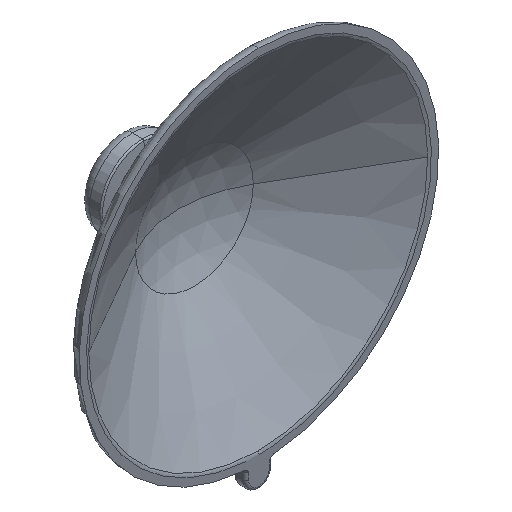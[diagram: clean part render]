
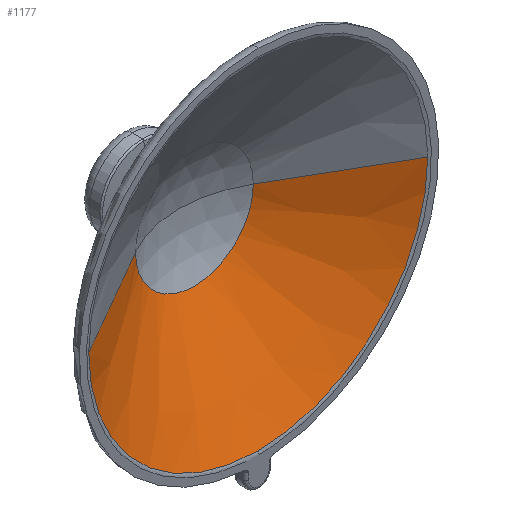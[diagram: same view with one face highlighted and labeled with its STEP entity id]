
A CAD part, isometric view. The second image highlights one B-rep face of the part: STEP entity #1177.
In plain terms, the highlighted conical face has half-angle 60.002 degrees and reference radius 29 mm.
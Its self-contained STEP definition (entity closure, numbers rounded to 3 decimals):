
#12 = DIRECTION ( 'NONE',  ( 0., 0., 1. ) ) ;
#114 = CARTESIAN_POINT ( 'NONE',  ( 0., 10.969, 0. ) ) ;
#151 = EDGE_CURVE ( 'NONE', #509, #1148, #1044, .T. ) ;
#179 = VERTEX_POINT ( 'NONE', #226 ) ;
#226 = CARTESIAN_POINT ( 'NONE',  ( 0., 0.134, -28.768 ) ) ;
#227 = DIRECTION ( 'NONE',  ( -0.866, -0.5, 0. ) ) ;
#241 = ORIENTED_EDGE ( 'NONE', *, *, #796, .T. ) ;
#244 = EDGE_CURVE ( 'NONE', #179, #1148, #675, .T. ) ;
#289 = DIRECTION ( 'NONE',  ( -1., 0., 0. ) ) ;
#452 = VERTEX_POINT ( 'NONE', #958 ) ;
#509 = VERTEX_POINT ( 'NONE', #1388 ) ;
#532 = VECTOR ( 'NONE', #227, 1000. ) ;
#569 = DIRECTION ( 'NONE',  ( 0., -1., 0. ) ) ;
#604 = DIRECTION ( 'NONE',  ( 0.866, -0.5, 0. ) ) ;
#610 = CARTESIAN_POINT ( 'NONE',  ( 0., 0.134, 0. ) ) ;
#624 = CARTESIAN_POINT ( 'NONE',  ( 28.768, 0.134, 0. ) ) ;
#633 = EDGE_CURVE ( 'NONE', #509, #452, #1933, .T. ) ;
#675 = CIRCLE ( 'NONE', #1533, 28.768 ) ;
#796 = EDGE_CURVE ( 'NONE', #1750, #179, #1764, .T. ) ;
#820 = CARTESIAN_POINT ( 'NONE',  ( 0., 0., 0. ) ) ;
#850 = EDGE_CURVE ( 'NONE', #452, #1750, #1078, .T. ) ;
#910 = CARTESIAN_POINT ( 'NONE',  ( 0., 0.134, 0. ) ) ;
#958 = CARTESIAN_POINT ( 'NONE',  ( -10., 10.969, 0. ) ) ;
#1021 = AXIS2_PLACEMENT_3D ( 'NONE', #114, #1400, #289 ) ;
#1044 = LINE ( 'NONE', #2215, #2304 ) ;
#1078 = LINE ( 'NONE', #1676, #532 ) ;
#1101 = DIRECTION ( 'NONE',  ( 0., -1., 0. ) ) ;
#1148 = VERTEX_POINT ( 'NONE', #624 ) ;
#1177 = ADVANCED_FACE ( 'NONE', ( #1591 ), #1293, .F. ) ;
#1283 = EDGE_LOOP ( 'NONE', ( #1821, #1314, #241, #1884, #2191 ) ) ;
#1293 = CONICAL_SURFACE ( 'NONE', #1419, 29., 1.047 ) ;
#1314 = ORIENTED_EDGE ( 'NONE', *, *, #850, .T. ) ;
#1333 = DIRECTION ( 'NONE',  ( 0., 0., 1. ) ) ;
#1388 = CARTESIAN_POINT ( 'NONE',  ( 10., 10.969, 0. ) ) ;
#1400 = DIRECTION ( 'NONE',  ( 0., 1., 0. ) ) ;
#1419 = AXIS2_PLACEMENT_3D ( 'NONE', #820, #569, #2087 ) ;
#1513 = CARTESIAN_POINT ( 'NONE',  ( -28.768, 0.134, 0. ) ) ;
#1518 = AXIS2_PLACEMENT_3D ( 'NONE', #910, #1101, #12 ) ;
#1533 = AXIS2_PLACEMENT_3D ( 'NONE', #610, #2040, #1333 ) ;
#1591 = FACE_OUTER_BOUND ( 'NONE', #1283, .T. ) ;
#1676 = CARTESIAN_POINT ( 'NONE',  ( -29., 0., 0. ) ) ;
#1750 = VERTEX_POINT ( 'NONE', #1513 ) ;
#1764 = CIRCLE ( 'NONE', #1518, 28.768 ) ;
#1821 = ORIENTED_EDGE ( 'NONE', *, *, #633, .T. ) ;
#1884 = ORIENTED_EDGE ( 'NONE', *, *, #244, .T. ) ;
#1933 = CIRCLE ( 'NONE', #1021, 10. ) ;
#2040 = DIRECTION ( 'NONE',  ( 0., -1., 0. ) ) ;
#2087 = DIRECTION ( 'NONE',  ( 1., 0., 0. ) ) ;
#2191 = ORIENTED_EDGE ( 'NONE', *, *, #151, .F. ) ;
#2215 = CARTESIAN_POINT ( 'NONE',  ( 29., 0., 0. ) ) ;
#2304 = VECTOR ( 'NONE', #604, 1000. ) ;
